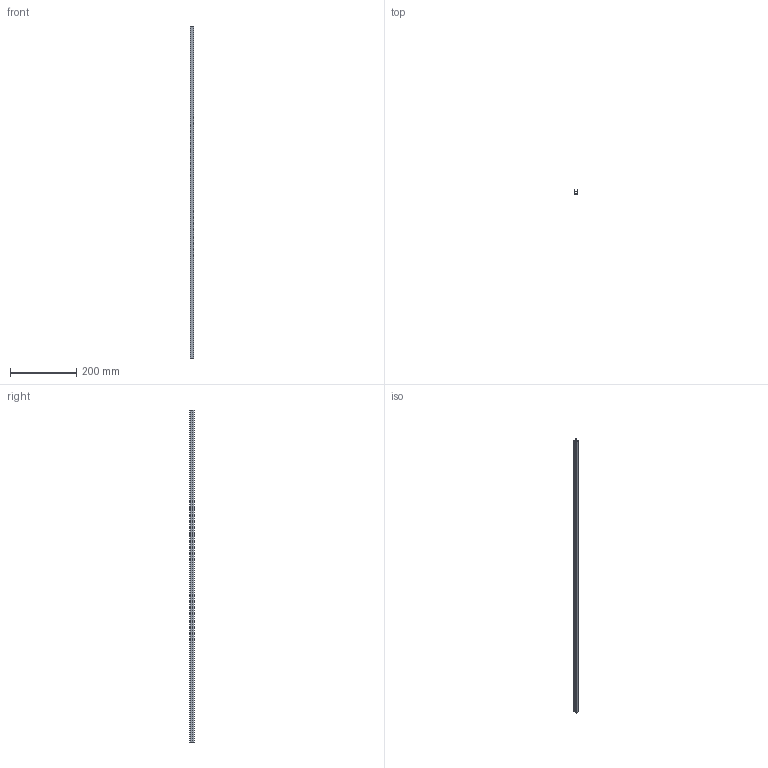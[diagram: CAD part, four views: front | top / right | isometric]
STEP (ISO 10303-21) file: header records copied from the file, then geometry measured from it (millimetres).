
FILE_DESCRIPTION (( 'STEP AP203' ), '1' );
FILE_NAME ('À298, Óïëîòíèòåëü ïàçîâûé, ïàç 10, (÷åðíûé), ïîäðîáíàÿ ìîäåëü.STEP', '2019-02-14T14:21:36', ( '1' ), ( '' ), 'SwSTEP 2.0', 'SolidWorks 2018', '' );
FILE_SCHEMA (( 'CONFIG_CONTROL_DESIGN' ));
Length unit declared in the file: millimetre
Products named in the file (1): À298, Óïëîòíèòåëü ïàçîâûé, ïàç 10, (÷åðíûé), ïîäðîáíàÿ ìîäåëü
Bounding box: 11.8 x 12.5 x 1000 mm (x, y, z)
Volume: 37419.7 mm3; surface area: 82191.7 mm2
Topology: 1 solids, 1 shells, 40 faces, 114 edges, 76 vertices
Faces by surface type: plane 24, cylinder 16
Entity records: 1387 total; most frequent: CARTESIAN_POINT 231, DIRECTION 228, ORIENTED_EDGE 228, EDGE_CURVE 114, VECTOR 82, LINE 82, VERTEX_POINT 76, AXIS2_PLACEMENT_3D 73
